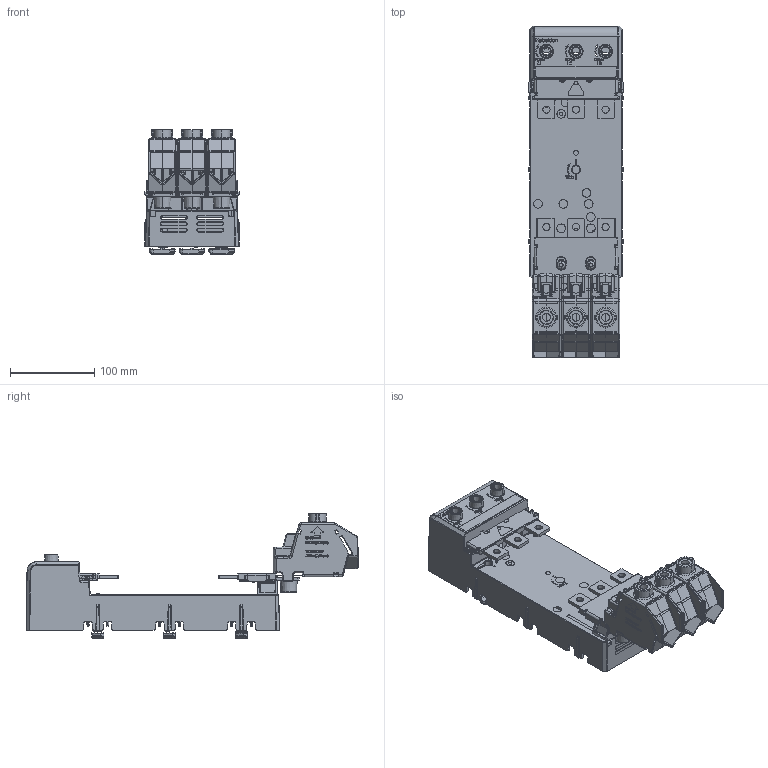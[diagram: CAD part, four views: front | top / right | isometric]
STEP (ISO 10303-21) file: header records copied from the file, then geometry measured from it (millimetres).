
FILE_DESCRIPTION (( 'STEP AP203' ), '1' );
FILE_NAME ('APXT_4_KIT_Surface_Dummy.STEP', '2017-08-16T12:12:09', ( '' ), ( '' ), 'SwSTEP 2.0', 'SolidWorks 2013', '' );
FILE_SCHEMA (( 'CONFIG_CONTROL_DESIGN' ));
Length unit declared in the file: millimetre
Products named in the file (1): APXT_4_KIT_Surface_Dummy
Bounding box: 112 x 393 x 147.58 mm (x, y, z)
Surface area: 292061.7 mm2 (no closed solid volume)
Topology: 0 solids, 277 shells, 2334 faces, 14938 edges, 12638 vertices
Faces by surface type: cylinder 1037, plane 711, bspline 417, torus 94, cone 75
Entity records: 201491 total; most frequent: CARTESIAN_POINT 102520, ORIENTED_EDGE 18970, DIRECTION 16392, EDGE_CURVE 14884, VERTEX_POINT 12638, LINE 8216, VECTOR 8216, AXIS2_PLACEMENT_3D 4088
